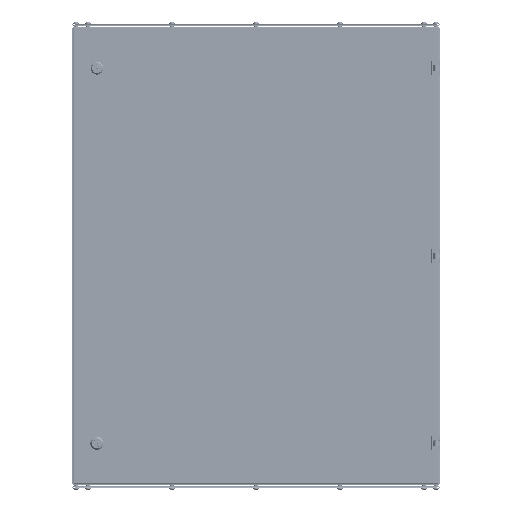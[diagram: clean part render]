
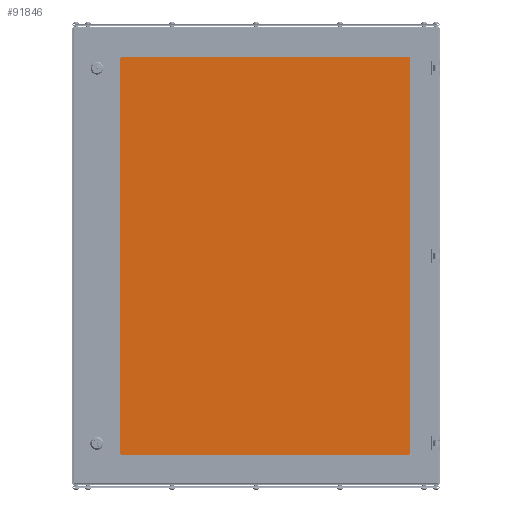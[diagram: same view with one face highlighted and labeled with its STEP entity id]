
A CAD part, top view. The second image highlights one B-rep face of the part: STEP entity #91846.
In plain terms, the highlighted planar face has unit normal (0, 0, 1).
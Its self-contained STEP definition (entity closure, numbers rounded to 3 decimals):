
#646 = CARTESIAN_POINT ( 'NONE',  ( 317.75, -445.5, 4. ) ) ;
#745 = ORIENTED_EDGE ( 'NONE', *, *, #76492, .T. ) ;
#1631 = CIRCLE ( 'NONE', #36278, 10. ) ;
#2967 = VECTOR ( 'NONE', #16650, 1000. ) ;
#3254 = EDGE_CURVE ( 'NONE', #72353, #82085, #51966, .T. ) ;
#6462 = CARTESIAN_POINT ( 'NONE',  ( 327.75, 435.5, 4. ) ) ;
#9398 = ORIENTED_EDGE ( 'NONE', *, *, #49152, .T. ) ;
#14902 = CARTESIAN_POINT ( 'NONE',  ( -317.75, 445.5, 4. ) ) ;
#15307 = VERTEX_POINT ( 'NONE', #6462 ) ;
#16203 = VERTEX_POINT ( 'NONE', #44075 ) ;
#16212 = LINE ( 'NONE', #87507, #45833 ) ;
#16354 = VERTEX_POINT ( 'NONE', #56430 ) ;
#16357 = DIRECTION ( 'NONE',  ( -1., 0., 0. ) ) ;
#16650 = DIRECTION ( 'NONE',  ( 1., 0., 0. ) ) ;
#17452 = VECTOR ( 'NONE', #32835, 1000. ) ;
#17686 = EDGE_LOOP ( 'NONE', ( #40492, #76278, #9398, #745, #80578, #41874, #50756, #33133 ) ) ;
#23302 = PLANE ( 'NONE',  #45721 ) ;
#24819 = CARTESIAN_POINT ( 'NONE',  ( 317.75, 435.5, 4. ) ) ;
#29399 = VECTOR ( 'NONE', #36244, 1000. ) ;
#30853 = CARTESIAN_POINT ( 'NONE',  ( 0., 0., 4. ) ) ;
#31997 = CARTESIAN_POINT ( 'NONE',  ( 327.75, -435.5, 4. ) ) ;
#32835 = DIRECTION ( 'NONE',  ( 0., -1., 0. ) ) ;
#33133 = ORIENTED_EDGE ( 'NONE', *, *, #56205, .T. ) ;
#36244 = DIRECTION ( 'NONE',  ( -1., 0., 0. ) ) ;
#36278 = AXIS2_PLACEMENT_3D ( 'NONE', #24819, #88127, #16357 ) ;
#37648 = CARTESIAN_POINT ( 'NONE',  ( 317.75, -435.5, 4. ) ) ;
#38674 = AXIS2_PLACEMENT_3D ( 'NONE', #62424, #84596, #77043 ) ;
#40103 = EDGE_CURVE ( 'NONE', #16354, #72353, #87949, .T. ) ;
#40492 = ORIENTED_EDGE ( 'NONE', *, *, #40103, .T. ) ;
#41874 = ORIENTED_EDGE ( 'NONE', *, *, #60767, .T. ) ;
#42020 = EDGE_CURVE ( 'NONE', #16203, #81991, #84320, .T. ) ;
#44075 = CARTESIAN_POINT ( 'NONE',  ( -327.75, 435.5, 4. ) ) ;
#45218 = CARTESIAN_POINT ( 'NONE',  ( -317.75, 435.5, 4. ) ) ;
#45721 = AXIS2_PLACEMENT_3D ( 'NONE', #30853, #52575, #59219 ) ;
#45833 = VECTOR ( 'NONE', #82296, 1000. ) ;
#46544 = CARTESIAN_POINT ( 'NONE',  ( -327.75, -445.5, 4. ) ) ;
#49152 = EDGE_CURVE ( 'NONE', #82085, #15307, #16212, .T. ) ;
#50756 = ORIENTED_EDGE ( 'NONE', *, *, #42020, .T. ) ;
#50803 = EDGE_CURVE ( 'NONE', #72207, #72278, #51368, .T. ) ;
#51368 = LINE ( 'NONE', #80654, #29399 ) ;
#51966 = CIRCLE ( 'NONE', #76107, 10. ) ;
#52529 = CARTESIAN_POINT ( 'NONE',  ( -327.75, -445.5, 4. ) ) ;
#52575 = DIRECTION ( 'NONE',  ( 0., 0., -1. ) ) ;
#52746 = DIRECTION ( 'NONE',  ( 0., 0., 1. ) ) ;
#56205 = EDGE_CURVE ( 'NONE', #81991, #16354, #79429, .T. ) ;
#56430 = CARTESIAN_POINT ( 'NONE',  ( -317.75, -445.5, 4. ) ) ;
#59219 = DIRECTION ( 'NONE',  ( -1., 0., 0. ) ) ;
#60767 = EDGE_CURVE ( 'NONE', #72278, #16203, #71378, .T. ) ;
#60881 = AXIS2_PLACEMENT_3D ( 'NONE', #45218, #82537, #74981 ) ;
#62424 = CARTESIAN_POINT ( 'NONE',  ( -317.75, -435.5, 4. ) ) ;
#69700 = CARTESIAN_POINT ( 'NONE',  ( 317.75, 445.5, 4. ) ) ;
#71378 = CIRCLE ( 'NONE', #60881, 10. ) ;
#72207 = VERTEX_POINT ( 'NONE', #69700 ) ;
#72278 = VERTEX_POINT ( 'NONE', #14902 ) ;
#72353 = VERTEX_POINT ( 'NONE', #646 ) ;
#74010 = DIRECTION ( 'NONE',  ( -1., 0., 0. ) ) ;
#74981 = DIRECTION ( 'NONE',  ( -1., 0., 0. ) ) ;
#76107 = AXIS2_PLACEMENT_3D ( 'NONE', #37648, #52746, #74010 ) ;
#76278 = ORIENTED_EDGE ( 'NONE', *, *, #3254, .T. ) ;
#76492 = EDGE_CURVE ( 'NONE', #15307, #72207, #1631, .T. ) ;
#77043 = DIRECTION ( 'NONE',  ( -1., 0., 0. ) ) ;
#78031 = CARTESIAN_POINT ( 'NONE',  ( -327.75, -435.5, 4. ) ) ;
#79429 = CIRCLE ( 'NONE', #38674, 10. ) ;
#80578 = ORIENTED_EDGE ( 'NONE', *, *, #50803, .T. ) ;
#80654 = CARTESIAN_POINT ( 'NONE',  ( -327.75, 445.5, 4. ) ) ;
#81991 = VERTEX_POINT ( 'NONE', #78031 ) ;
#82085 = VERTEX_POINT ( 'NONE', #31997 ) ;
#82296 = DIRECTION ( 'NONE',  ( 0., 1., 0. ) ) ;
#82537 = DIRECTION ( 'NONE',  ( 0., 0., 1. ) ) ;
#84320 = LINE ( 'NONE', #46544, #17452 ) ;
#84596 = DIRECTION ( 'NONE',  ( 0., 0., 1. ) ) ;
#87507 = CARTESIAN_POINT ( 'NONE',  ( 327.75, -445.5, 4. ) ) ;
#87949 = LINE ( 'NONE', #52529, #2967 ) ;
#87996 = FACE_OUTER_BOUND ( 'NONE', #17686, .T. ) ;
#88127 = DIRECTION ( 'NONE',  ( 0., 0., 1. ) ) ;
#91846 = ADVANCED_FACE ( 'NONE', ( #87996 ), #23302, .F. ) ;
